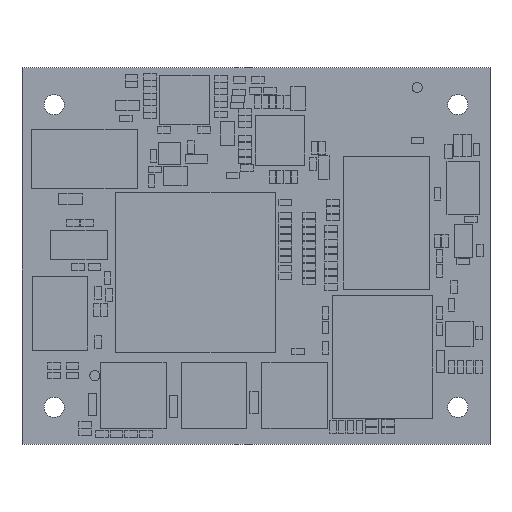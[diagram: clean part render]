
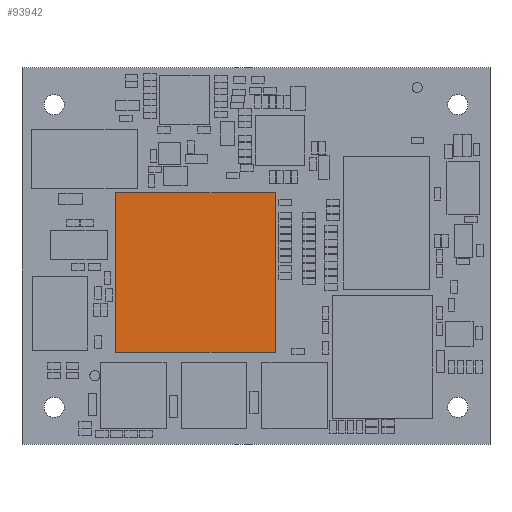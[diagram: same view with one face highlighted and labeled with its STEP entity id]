
A CAD part, top view. The second image highlights one B-rep face of the part: STEP entity #93942.
In plain terms, the highlighted planar face has unit normal (0, 0, 1).
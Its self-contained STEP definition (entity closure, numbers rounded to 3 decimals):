
#93628 = VERTEX_POINT('',#93629);
#93629 = CARTESIAN_POINT('',(10.2,27.4,1.5));
#93636 = PLANE('',#93637);
#93637 = AXIS2_PLACEMENT_3D('',#93638,#93639,#93640);
#93638 = CARTESIAN_POINT('',(10.2,27.4,0.));
#93639 = DIRECTION('',(1.,0.,0.));
#93640 = DIRECTION('',(0.,-1.,0.));
#93648 = PLANE('',#93649);
#93649 = AXIS2_PLACEMENT_3D('',#93650,#93651,#93652);
#93650 = CARTESIAN_POINT('',(27.6,27.4,0.));
#93651 = DIRECTION('',(0.,-1.,0.));
#93652 = DIRECTION('',(-1.,0.,0.));
#93660 = EDGE_CURVE('',#93628,#93661,#93663,.T.);
#93661 = VERTEX_POINT('',#93662);
#93662 = CARTESIAN_POINT('',(10.2,10.,1.5));
#93663 = SURFACE_CURVE('',#93664,(#93668,#93675),.PCURVE_S1.);
#93664 = LINE('',#93665,#93666);
#93665 = CARTESIAN_POINT('',(10.2,27.4,1.5));
#93666 = VECTOR('',#93667,1.);
#93667 = DIRECTION('',(0.,-1.,0.));
#93668 = PCURVE('',#93636,#93669);
#93669 = DEFINITIONAL_REPRESENTATION('',(#93670),#93674);
#93670 = LINE('',#93671,#93672);
#93671 = CARTESIAN_POINT('',(0.,-1.5));
#93672 = VECTOR('',#93673,1.);
#93673 = DIRECTION('',(1.,0.));
#93674 = ( GEOMETRIC_REPRESENTATION_CONTEXT(2) 
PARAMETRIC_REPRESENTATION_CONTEXT() REPRESENTATION_CONTEXT('2D SPACE',''
  ) );
#93675 = PCURVE('',#93676,#93681);
#93676 = PLANE('',#93677);
#93677 = AXIS2_PLACEMENT_3D('',#93678,#93679,#93680);
#93678 = CARTESIAN_POINT('',(10.2,27.4,1.5));
#93679 = DIRECTION('',(0.,0.,-1.));
#93680 = DIRECTION('',(0.,1.,0.));
#93681 = DEFINITIONAL_REPRESENTATION('',(#93682),#93686);
#93682 = LINE('',#93683,#93684);
#93683 = CARTESIAN_POINT('',(0.,0.));
#93684 = VECTOR('',#93685,1.);
#93685 = DIRECTION('',(-1.,0.));
#93686 = ( GEOMETRIC_REPRESENTATION_CONTEXT(2) 
PARAMETRIC_REPRESENTATION_CONTEXT() REPRESENTATION_CONTEXT('2D SPACE',''
  ) );
#93704 = PLANE('',#93705);
#93705 = AXIS2_PLACEMENT_3D('',#93706,#93707,#93708);
#93706 = CARTESIAN_POINT('',(10.2,10.,0.));
#93707 = DIRECTION('',(0.,1.,0.));
#93708 = DIRECTION('',(1.,0.,0.));
#93748 = VERTEX_POINT('',#93749);
#93749 = CARTESIAN_POINT('',(27.6,27.4,1.5));
#93763 = PLANE('',#93764);
#93764 = AXIS2_PLACEMENT_3D('',#93765,#93766,#93767);
#93765 = CARTESIAN_POINT('',(27.6,10.,0.));
#93766 = DIRECTION('',(-1.,0.,0.));
#93767 = DIRECTION('',(0.,1.,0.));
#93775 = EDGE_CURVE('',#93748,#93628,#93776,.T.);
#93776 = SURFACE_CURVE('',#93777,(#93781,#93788),.PCURVE_S1.);
#93777 = LINE('',#93778,#93779);
#93778 = CARTESIAN_POINT('',(27.6,27.4,1.5));
#93779 = VECTOR('',#93780,1.);
#93780 = DIRECTION('',(-1.,0.,0.));
#93781 = PCURVE('',#93648,#93782);
#93782 = DEFINITIONAL_REPRESENTATION('',(#93783),#93787);
#93783 = LINE('',#93784,#93785);
#93784 = CARTESIAN_POINT('',(0.,-1.5));
#93785 = VECTOR('',#93786,1.);
#93786 = DIRECTION('',(1.,0.));
#93787 = ( GEOMETRIC_REPRESENTATION_CONTEXT(2) 
PARAMETRIC_REPRESENTATION_CONTEXT() REPRESENTATION_CONTEXT('2D SPACE',''
  ) );
#93788 = PCURVE('',#93676,#93789);
#93789 = DEFINITIONAL_REPRESENTATION('',(#93790),#93794);
#93790 = LINE('',#93791,#93792);
#93791 = CARTESIAN_POINT('',(0.,17.4));
#93792 = VECTOR('',#93793,1.);
#93793 = DIRECTION('',(0.,-1.));
#93794 = ( GEOMETRIC_REPRESENTATION_CONTEXT(2) 
PARAMETRIC_REPRESENTATION_CONTEXT() REPRESENTATION_CONTEXT('2D SPACE',''
  ) );
#93822 = EDGE_CURVE('',#93661,#93823,#93825,.T.);
#93823 = VERTEX_POINT('',#93824);
#93824 = CARTESIAN_POINT('',(27.6,10.,1.5));
#93825 = SURFACE_CURVE('',#93826,(#93830,#93837),.PCURVE_S1.);
#93826 = LINE('',#93827,#93828);
#93827 = CARTESIAN_POINT('',(10.2,10.,1.5));
#93828 = VECTOR('',#93829,1.);
#93829 = DIRECTION('',(1.,0.,0.));
#93830 = PCURVE('',#93704,#93831);
#93831 = DEFINITIONAL_REPRESENTATION('',(#93832),#93836);
#93832 = LINE('',#93833,#93834);
#93833 = CARTESIAN_POINT('',(0.,-1.5));
#93834 = VECTOR('',#93835,1.);
#93835 = DIRECTION('',(1.,0.));
#93836 = ( GEOMETRIC_REPRESENTATION_CONTEXT(2) 
PARAMETRIC_REPRESENTATION_CONTEXT() REPRESENTATION_CONTEXT('2D SPACE',''
  ) );
#93837 = PCURVE('',#93676,#93838);
#93838 = DEFINITIONAL_REPRESENTATION('',(#93839),#93843);
#93839 = LINE('',#93840,#93841);
#93840 = CARTESIAN_POINT('',(-17.4,0.));
#93841 = VECTOR('',#93842,1.);
#93842 = DIRECTION('',(0.,1.));
#93843 = ( GEOMETRIC_REPRESENTATION_CONTEXT(2) 
PARAMETRIC_REPRESENTATION_CONTEXT() REPRESENTATION_CONTEXT('2D SPACE',''
  ) );
#93893 = EDGE_CURVE('',#93823,#93748,#93894,.T.);
#93894 = SURFACE_CURVE('',#93895,(#93899,#93906),.PCURVE_S1.);
#93895 = LINE('',#93896,#93897);
#93896 = CARTESIAN_POINT('',(27.6,10.,1.5));
#93897 = VECTOR('',#93898,1.);
#93898 = DIRECTION('',(0.,1.,0.));
#93899 = PCURVE('',#93763,#93900);
#93900 = DEFINITIONAL_REPRESENTATION('',(#93901),#93905);
#93901 = LINE('',#93902,#93903);
#93902 = CARTESIAN_POINT('',(0.,-1.5));
#93903 = VECTOR('',#93904,1.);
#93904 = DIRECTION('',(1.,0.));
#93905 = ( GEOMETRIC_REPRESENTATION_CONTEXT(2) 
PARAMETRIC_REPRESENTATION_CONTEXT() REPRESENTATION_CONTEXT('2D SPACE',''
  ) );
#93906 = PCURVE('',#93676,#93907);
#93907 = DEFINITIONAL_REPRESENTATION('',(#93908),#93912);
#93908 = LINE('',#93909,#93910);
#93909 = CARTESIAN_POINT('',(-17.4,17.4));
#93910 = VECTOR('',#93911,1.);
#93911 = DIRECTION('',(1.,0.));
#93912 = ( GEOMETRIC_REPRESENTATION_CONTEXT(2) 
PARAMETRIC_REPRESENTATION_CONTEXT() REPRESENTATION_CONTEXT('2D SPACE',''
  ) );
#93942 = ADVANCED_FACE('',(#93943),#93676,.F.);
#93943 = FACE_BOUND('',#93944,.F.);
#93944 = EDGE_LOOP('',(#93945,#93946,#93947,#93948));
#93945 = ORIENTED_EDGE('',*,*,#93660,.F.);
#93946 = ORIENTED_EDGE('',*,*,#93775,.F.);
#93947 = ORIENTED_EDGE('',*,*,#93893,.F.);
#93948 = ORIENTED_EDGE('',*,*,#93822,.F.);
